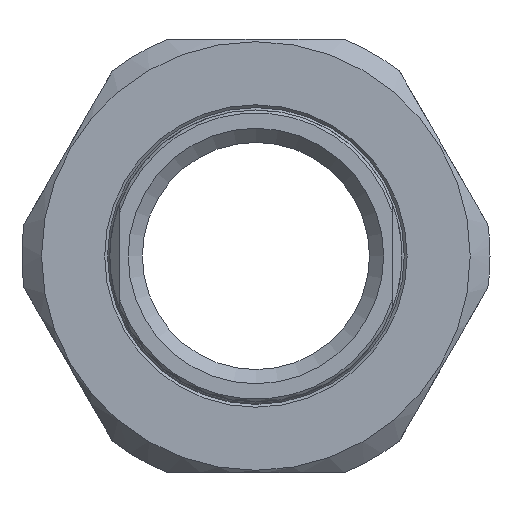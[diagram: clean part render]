
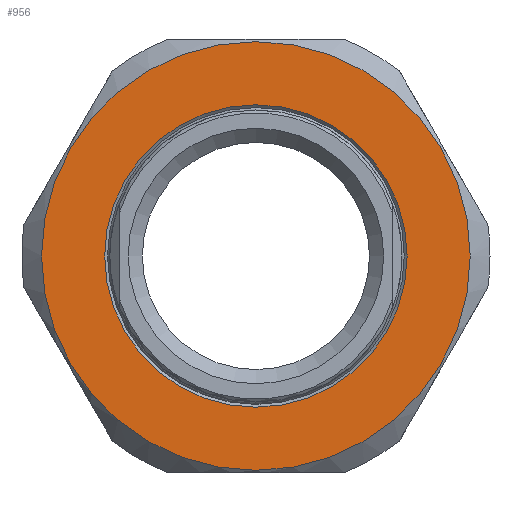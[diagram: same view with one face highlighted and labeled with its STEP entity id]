
A CAD part, left-side view. The second image highlights one B-rep face of the part: STEP entity #956.
In plain terms, the highlighted planar face has unit normal (-1, 0, 0).
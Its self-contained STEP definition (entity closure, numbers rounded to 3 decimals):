
#40=FACE_BOUND('',#187,.T.);
#93=PLANE('',#1111);
#128=FACE_OUTER_BOUND('',#186,.T.);
#186=EDGE_LOOP('',(#737));
#187=EDGE_LOOP('',(#738));
#347=CIRCLE('',#1091,22.75);
#357=CIRCLE('',#1110,16.05);
#428=VERTEX_POINT('',#1625);
#437=VERTEX_POINT('',#1660);
#535=EDGE_CURVE('',#428,#428,#347,.T.);
#549=EDGE_CURVE('',#437,#437,#357,.T.);
#737=ORIENTED_EDGE('',*,*,#535,.T.);
#738=ORIENTED_EDGE('',*,*,#549,.F.);
#956=ADVANCED_FACE('',(#128,#40),#93,.T.);
#1091=AXIS2_PLACEMENT_3D('',#1627,#1268,#1269);
#1110=AXIS2_PLACEMENT_3D('',#1661,#1309,#1310);
#1111=AXIS2_PLACEMENT_3D('',#1663,#1312,#1313);
#1268=DIRECTION('center_axis',(-1.,0.,0.));
#1269=DIRECTION('ref_axis',(0.,1.,0.));
#1309=DIRECTION('center_axis',(-1.,0.,0.));
#1310=DIRECTION('ref_axis',(0.,0.,-1.));
#1312=DIRECTION('center_axis',(-1.,0.,0.));
#1313=DIRECTION('ref_axis',(0.,0.,1.));
#1625=CARTESIAN_POINT('',(-19.,-22.75,0.));
#1627=CARTESIAN_POINT('Origin',(-19.,0.,0.));
#1660=CARTESIAN_POINT('',(-19.,0.,16.05));
#1661=CARTESIAN_POINT('Origin',(-19.,0.,0.));
#1663=CARTESIAN_POINT('Origin',(-19.,0.,0.));
